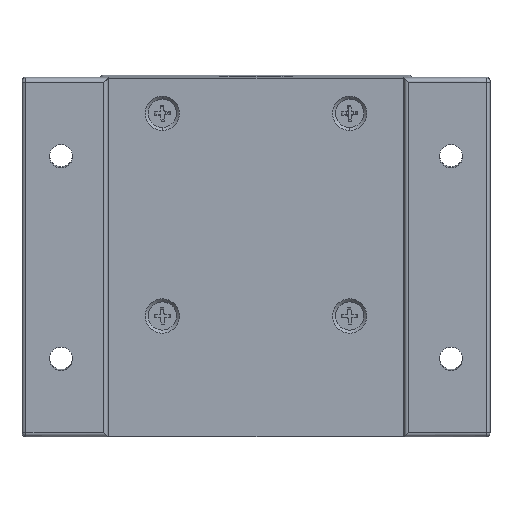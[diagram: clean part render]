
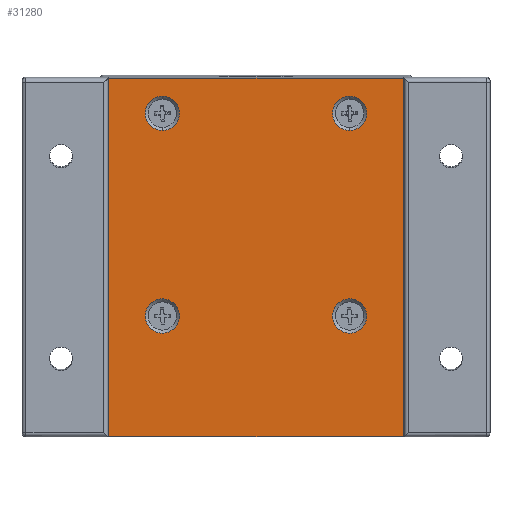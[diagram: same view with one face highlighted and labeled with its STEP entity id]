
A CAD part, front view. The second image highlights one B-rep face of the part: STEP entity #31280.
In plain terms, the highlighted planar face has unit normal (0, -0.999, -0.035).
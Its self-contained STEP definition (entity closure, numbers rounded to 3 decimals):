
#165 = CARTESIAN_POINT ( 'NONE',  ( -12., 15.26, -6.256 ) ) ;
#271 = EDGE_CURVE ( 'NONE', #12167, #21829, #24285, .T. ) ;
#1043 = CARTESIAN_POINT ( 'NONE',  ( 12., 15.336, -8.455 ) ) ;
#1436 = DIRECTION ( 'NONE',  ( 1., 0., 0. ) ) ;
#1518 = ORIENTED_EDGE ( 'NONE', *, *, #12727, .F. ) ;
#1683 = EDGE_CURVE ( 'NONE', #3635, #9347, #19416, .T. ) ;
#1810 = LINE ( 'NONE', #7806, #10031 ) ;
#1827 = CARTESIAN_POINT ( 'NONE',  ( -12., 16.244, -34.439 ) ) ;
#2557 = VERTEX_POINT ( 'NONE', #27966 ) ;
#3608 = AXIS2_PLACEMENT_3D ( 'NONE', #36029, #9662, #18516 ) ;
#3635 = VERTEX_POINT ( 'NONE', #9706 ) ;
#5152 = EDGE_CURVE ( 'NONE', #30721, #11478, #12707, .T. ) ;
#5716 = DIRECTION ( 'NONE',  ( 0., -0.999, -0.035 ) ) ;
#5758 = CARTESIAN_POINT ( 'NONE',  ( -12., 15.183, -4.057 ) ) ;
#5832 = LINE ( 'NONE', #35121, #33098 ) ;
#5988 = EDGE_CURVE ( 'NONE', #28209, #2557, #11184, .T. ) ;
#6390 = EDGE_CURVE ( 'NONE', #27498, #37161, #17894, .T. ) ;
#6775 = AXIS2_PLACEMENT_3D ( 'NONE', #33142, #7345, #33902 ) ;
#6812 = AXIS2_PLACEMENT_3D ( 'NONE', #34607, #29058, #10754 ) ;
#6917 = CARTESIAN_POINT ( 'NONE',  ( 18.9, 16.708, -47.731 ) ) ;
#7099 = AXIS2_PLACEMENT_3D ( 'NONE', #16286, #16472, #33958 ) ;
#7345 = DIRECTION ( 'NONE',  ( 0., -0.999, -0.035 ) ) ;
#7574 = EDGE_LOOP ( 'NONE', ( #34774, #12447, #10099, #20080 ) ) ;
#7806 = CARTESIAN_POINT ( 'NONE',  ( 18.9, 16.708, -47.731 ) ) ;
#8203 = CIRCLE ( 'NONE', #13153, 2.2 ) ;
#8477 = EDGE_CURVE ( 'NONE', #2557, #30721, #1810, .T. ) ;
#8763 = CARTESIAN_POINT ( 'NONE',  ( 12., 16.167, -32.24 ) ) ;
#9347 = VERTEX_POINT ( 'NONE', #34926 ) ;
#9516 = FACE_BOUND ( 'NONE', #35433, .T. ) ;
#9662 = DIRECTION ( 'NONE',  ( 0., -0.999, -0.035 ) ) ;
#9706 = CARTESIAN_POINT ( 'NONE',  ( 12., 16.09, -30.041 ) ) ;
#9707 = FACE_BOUND ( 'NONE', #19132, .T. ) ;
#10031 = VECTOR ( 'NONE', #1436, 1000. ) ;
#10099 = ORIENTED_EDGE ( 'NONE', *, *, #5988, .T. ) ;
#10208 = ORIENTED_EDGE ( 'NONE', *, *, #271, .F. ) ;
#10754 = DIRECTION ( 'NONE',  ( 0., -0.035, 0.999 ) ) ;
#11099 = DIRECTION ( 'NONE',  ( 0., -0.035, 0.999 ) ) ;
#11184 = LINE ( 'NONE', #13701, #25831 ) ;
#11265 = DIRECTION ( 'NONE',  ( -1., 0., 0. ) ) ;
#11478 = VERTEX_POINT ( 'NONE', #21838 ) ;
#12167 = VERTEX_POINT ( 'NONE', #1827 ) ;
#12447 = ORIENTED_EDGE ( 'NONE', *, *, #12529, .T. ) ;
#12529 = EDGE_CURVE ( 'NONE', #11478, #28209, #5832, .T. ) ;
#12707 = LINE ( 'NONE', #6917, #22663 ) ;
#12727 = EDGE_CURVE ( 'NONE', #37161, #27498, #21425, .T. ) ;
#12801 = FACE_BOUND ( 'NONE', #21363, .T. ) ;
#13153 = AXIS2_PLACEMENT_3D ( 'NONE', #31874, #37298, #11099 ) ;
#13701 = CARTESIAN_POINT ( 'NONE',  ( -18.9, 16.708, -47.731 ) ) ;
#14407 = DIRECTION ( 'NONE',  ( 0., -0.035, 0.999 ) ) ;
#14488 = DIRECTION ( 'NONE',  ( 0., -0.999, -0.035 ) ) ;
#15112 = DIRECTION ( 'NONE',  ( 0., -0.999, -0.035 ) ) ;
#16286 = CARTESIAN_POINT ( 'NONE',  ( -12., 16.167, -32.24 ) ) ;
#16472 = DIRECTION ( 'NONE',  ( 0., -0.999, -0.035 ) ) ;
#17894 = CIRCLE ( 'NONE', #6812, 2.2 ) ;
#17998 = DIRECTION ( 'NONE',  ( 0., -0.035, 0.999 ) ) ;
#18363 = FACE_BOUND ( 'NONE', #24990, .T. ) ;
#18516 = DIRECTION ( 'NONE',  ( 0., -0.035, 0.999 ) ) ;
#18660 = DIRECTION ( 'NONE',  ( 0., -0.035, 0.999 ) ) ;
#19132 = EDGE_LOOP ( 'NONE', ( #26224, #26626 ) ) ;
#19416 = CIRCLE ( 'NONE', #31125, 2.2 ) ;
#20080 = ORIENTED_EDGE ( 'NONE', *, *, #8477, .T. ) ;
#20222 = CIRCLE ( 'NONE', #3608, 2.2 ) ;
#20468 = EDGE_CURVE ( 'NONE', #9347, #3635, #24325, .T. ) ;
#21205 = CARTESIAN_POINT ( 'NONE',  ( 18.9, 16.708, -47.731 ) ) ;
#21247 = FACE_OUTER_BOUND ( 'NONE', #7574, .T. ) ;
#21363 = EDGE_LOOP ( 'NONE', ( #33963, #29605 ) ) ;
#21425 = CIRCLE ( 'NONE', #27603, 2.2 ) ;
#21829 = VERTEX_POINT ( 'NONE', #36547 ) ;
#21838 = CARTESIAN_POINT ( 'NONE',  ( 18.9, 15.102, -1.759 ) ) ;
#22663 = VECTOR ( 'NONE', #18660, 1000. ) ;
#22890 = CARTESIAN_POINT ( 'NONE',  ( -18.9, 15.102, -1.759 ) ) ;
#23346 = CIRCLE ( 'NONE', #6775, 2.2 ) ;
#23733 = DIRECTION ( 'NONE',  ( 0., -0.999, -0.035 ) ) ;
#24285 = CIRCLE ( 'NONE', #7099, 2.2 ) ;
#24325 = CIRCLE ( 'NONE', #25542, 2.2 ) ;
#24990 = EDGE_LOOP ( 'NONE', ( #32993, #10208 ) ) ;
#25542 = AXIS2_PLACEMENT_3D ( 'NONE', #8763, #23733, #17998 ) ;
#25831 = VECTOR ( 'NONE', #31580, 1000. ) ;
#26224 = ORIENTED_EDGE ( 'NONE', *, *, #1683, .F. ) ;
#26626 = ORIENTED_EDGE ( 'NONE', *, *, #20468, .F. ) ;
#26676 = VERTEX_POINT ( 'NONE', #1043 ) ;
#27191 = EDGE_CURVE ( 'NONE', #26676, #35610, #20222, .T. ) ;
#27353 = CARTESIAN_POINT ( 'NONE',  ( 12., 15.183, -4.057 ) ) ;
#27425 = PLANE ( 'NONE',  #33625 ) ;
#27498 = VERTEX_POINT ( 'NONE', #5758 ) ;
#27603 = AXIS2_PLACEMENT_3D ( 'NONE', #165, #14488, #35448 ) ;
#27966 = CARTESIAN_POINT ( 'NONE',  ( -18.9, 16.708, -47.731 ) ) ;
#28209 = VERTEX_POINT ( 'NONE', #22890 ) ;
#28678 = EDGE_CURVE ( 'NONE', #21829, #12167, #8203, .T. ) ;
#29058 = DIRECTION ( 'NONE',  ( 0., -0.999, -0.035 ) ) ;
#29605 = ORIENTED_EDGE ( 'NONE', *, *, #27191, .F. ) ;
#30116 = DIRECTION ( 'NONE',  ( 0., -0.035, 0.999 ) ) ;
#30721 = VERTEX_POINT ( 'NONE', #21205 ) ;
#31125 = AXIS2_PLACEMENT_3D ( 'NONE', #38111, #5716, #14407 ) ;
#31280 = ADVANCED_FACE ( 'NONE', ( #12801, #9707, #18363, #9516, #21247 ), #27425, .T. ) ;
#31580 = DIRECTION ( 'NONE',  ( 0., 0.035, -0.999 ) ) ;
#31874 = CARTESIAN_POINT ( 'NONE',  ( -12., 16.167, -32.24 ) ) ;
#32993 = ORIENTED_EDGE ( 'NONE', *, *, #28678, .F. ) ;
#33098 = VECTOR ( 'NONE', #11265, 1000. ) ;
#33142 = CARTESIAN_POINT ( 'NONE',  ( 12., 15.26, -6.256 ) ) ;
#33594 = ORIENTED_EDGE ( 'NONE', *, *, #6390, .F. ) ;
#33625 = AXIS2_PLACEMENT_3D ( 'NONE', #36077, #15112, #30116 ) ;
#33902 = DIRECTION ( 'NONE',  ( 0., -0.035, 0.999 ) ) ;
#33958 = DIRECTION ( 'NONE',  ( 0., -0.035, 0.999 ) ) ;
#33963 = ORIENTED_EDGE ( 'NONE', *, *, #34601, .F. ) ;
#34601 = EDGE_CURVE ( 'NONE', #35610, #26676, #23346, .T. ) ;
#34607 = CARTESIAN_POINT ( 'NONE',  ( -12., 15.26, -6.256 ) ) ;
#34774 = ORIENTED_EDGE ( 'NONE', *, *, #5152, .T. ) ;
#34926 = CARTESIAN_POINT ( 'NONE',  ( 12., 16.244, -34.439 ) ) ;
#35121 = CARTESIAN_POINT ( 'NONE',  ( 18.9, 15.102, -1.759 ) ) ;
#35433 = EDGE_LOOP ( 'NONE', ( #33594, #1518 ) ) ;
#35448 = DIRECTION ( 'NONE',  ( 0., -0.035, 0.999 ) ) ;
#35610 = VERTEX_POINT ( 'NONE', #27353 ) ;
#36029 = CARTESIAN_POINT ( 'NONE',  ( 12., 15.26, -6.256 ) ) ;
#36077 = CARTESIAN_POINT ( 'NONE',  ( 0., 15.905, -24.745 ) ) ;
#36547 = CARTESIAN_POINT ( 'NONE',  ( -12., 16.09, -30.041 ) ) ;
#36970 = CARTESIAN_POINT ( 'NONE',  ( -12., 15.336, -8.455 ) ) ;
#37161 = VERTEX_POINT ( 'NONE', #36970 ) ;
#37298 = DIRECTION ( 'NONE',  ( 0., -0.999, -0.035 ) ) ;
#38111 = CARTESIAN_POINT ( 'NONE',  ( 12., 16.167, -32.24 ) ) ;
